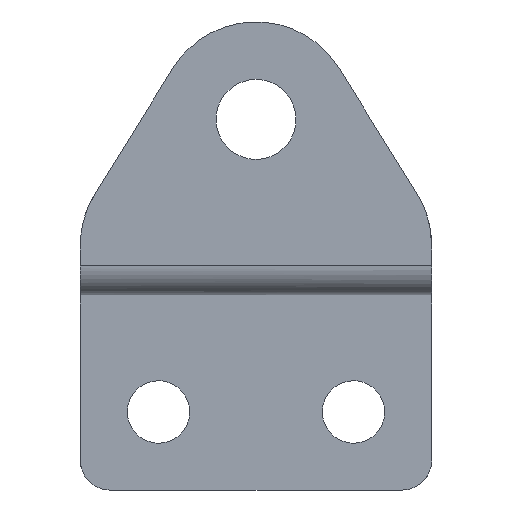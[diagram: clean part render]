
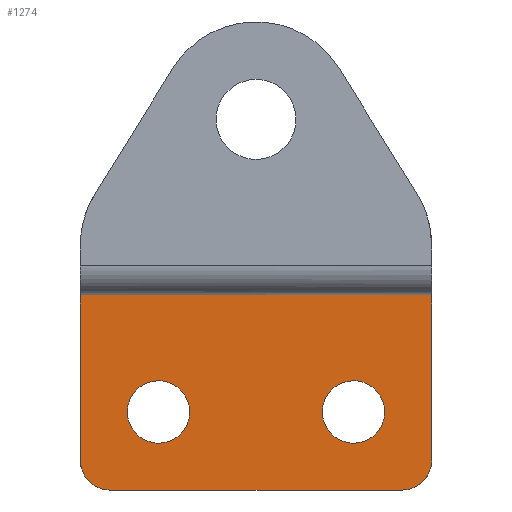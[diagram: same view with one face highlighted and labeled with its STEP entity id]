
A CAD part, front view. The second image highlights one B-rep face of the part: STEP entity #1274.
In plain terms, the highlighted free-form (B-spline) face has degree [1, 1] with [2, 2] control points.
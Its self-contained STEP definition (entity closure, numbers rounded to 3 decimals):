
#62=CARTESIAN_POINT('',(-10.,-3.,11.2));
#63=VERTEX_POINT('',#62);
#64=CARTESIAN_POINT('',(-13.19,-3.,8.251));
#65=VERTEX_POINT('',#64);
#66=CARTESIAN_POINT('',(-10.,-3.,11.2));
#67=CARTESIAN_POINT('',(-12.958,-3.,11.2));
#68=CARTESIAN_POINT('',(-13.19,-3.,8.251));
#76=(BOUNDED_CURVE()B_SPLINE_CURVE(2,(#66,#67,#68),.UNSPECIFIED.,.F.,.U.)B_SPLINE_CURVE_WITH_KNOTS((3,3),(0.0,0.236),.UNSPECIFIED.)CURVE()GEOMETRIC_REPRESENTATION_ITEM()RATIONAL_B_SPLINE_CURVE((1.0,0.723,0.97))REPRESENTATION_ITEM(''));
#77=EDGE_CURVE('',#63,#65,#76,.T.);
#118=CARTESIAN_POINT('',(-6.81,-3.,7.749));
#119=VERTEX_POINT('',#118);
#125=CARTESIAN_POINT('',(-6.81,-3.,7.749));
#126=CARTESIAN_POINT('',(-6.8,-3.,7.874));
#127=CARTESIAN_POINT('',(-6.8,-3.,8.0));
#128=CARTESIAN_POINT('',(-6.8,-3.,11.2));
#129=CARTESIAN_POINT('',(-10.,-3.,11.2));
#137=(BOUNDED_CURVE()B_SPLINE_CURVE(2,(#125,#126,#127,#128,#129),.UNSPECIFIED.,.F.,.U.)B_SPLINE_CURVE_WITH_KNOTS((3,2,3),(0.736,0.75,1.0),.UNSPECIFIED.)CURVE()GEOMETRIC_REPRESENTATION_ITEM()RATIONAL_B_SPLINE_CURVE((0.97,0.984,1.0,0.707,1.0))REPRESENTATION_ITEM(''));
#138=EDGE_CURVE('',#119,#63,#137,.T.);
#161=CARTESIAN_POINT('',(-10.,-3.,4.8));
#162=VERTEX_POINT('',#161);
#163=CARTESIAN_POINT('',(-13.19,-3.,8.251));
#164=CARTESIAN_POINT('',(-13.2,-3.,8.126));
#165=CARTESIAN_POINT('',(-13.2,-3.,8.0));
#166=CARTESIAN_POINT('',(-13.2,-3.,4.8));
#167=CARTESIAN_POINT('',(-10.,-3.,4.8));
#175=(BOUNDED_CURVE()B_SPLINE_CURVE(2,(#163,#164,#165,#166,#167),.UNSPECIFIED.,.F.,.U.)B_SPLINE_CURVE_WITH_KNOTS((3,2,3),(0.236,0.25,0.5),.UNSPECIFIED.)CURVE()GEOMETRIC_REPRESENTATION_ITEM()RATIONAL_B_SPLINE_CURVE((0.97,0.984,1.0,0.707,1.0))REPRESENTATION_ITEM(''));
#176=EDGE_CURVE('',#65,#162,#175,.T.);
#178=CARTESIAN_POINT('',(-10.,-3.,4.8));
#179=CARTESIAN_POINT('',(-7.042,-3.,4.8));
#180=CARTESIAN_POINT('',(-6.81,-3.,7.749));
#188=(BOUNDED_CURVE()B_SPLINE_CURVE(2,(#178,#179,#180),.UNSPECIFIED.,.F.,.U.)B_SPLINE_CURVE_WITH_KNOTS((3,3),(0.5,0.736),.UNSPECIFIED.)CURVE()GEOMETRIC_REPRESENTATION_ITEM()RATIONAL_B_SPLINE_CURVE((1.0,0.723,0.97))REPRESENTATION_ITEM(''));
#189=EDGE_CURVE('',#162,#119,#188,.T.);
#244=CARTESIAN_POINT('',(10.0,-3.,11.2));
#245=VERTEX_POINT('',#244);
#246=CARTESIAN_POINT('',(6.81,-3.,8.251));
#247=VERTEX_POINT('',#246);
#248=CARTESIAN_POINT('',(10.0,-3.,11.2));
#249=CARTESIAN_POINT('',(7.042,-3.,11.2));
#250=CARTESIAN_POINT('',(6.81,-3.,8.251));
#258=(BOUNDED_CURVE()B_SPLINE_CURVE(2,(#248,#249,#250),.UNSPECIFIED.,.F.,.U.)B_SPLINE_CURVE_WITH_KNOTS((3,3),(0.0,0.236),.UNSPECIFIED.)CURVE()GEOMETRIC_REPRESENTATION_ITEM()RATIONAL_B_SPLINE_CURVE((1.0,0.723,0.97))REPRESENTATION_ITEM(''));
#259=EDGE_CURVE('',#245,#247,#258,.T.);
#300=CARTESIAN_POINT('',(13.19,-3.,7.749));
#301=VERTEX_POINT('',#300);
#307=CARTESIAN_POINT('',(13.19,-3.,7.749));
#308=CARTESIAN_POINT('',(13.2,-3.,7.874));
#309=CARTESIAN_POINT('',(13.2,-3.,8.0));
#310=CARTESIAN_POINT('',(13.2,-3.,11.2));
#311=CARTESIAN_POINT('',(10.0,-3.,11.2));
#319=(BOUNDED_CURVE()B_SPLINE_CURVE(2,(#307,#308,#309,#310,#311),.UNSPECIFIED.,.F.,.U.)B_SPLINE_CURVE_WITH_KNOTS((3,2,3),(0.736,0.75,1.0),.UNSPECIFIED.)CURVE()GEOMETRIC_REPRESENTATION_ITEM()RATIONAL_B_SPLINE_CURVE((0.97,0.984,1.0,0.707,1.0))REPRESENTATION_ITEM(''));
#320=EDGE_CURVE('',#301,#245,#319,.T.);
#343=CARTESIAN_POINT('',(10.0,-3.,4.8));
#344=VERTEX_POINT('',#343);
#345=CARTESIAN_POINT('',(6.81,-3.,8.251));
#346=CARTESIAN_POINT('',(6.8,-3.,8.126));
#347=CARTESIAN_POINT('',(6.8,-3.,8.0));
#348=CARTESIAN_POINT('',(6.8,-3.,4.8));
#349=CARTESIAN_POINT('',(10.0,-3.,4.8));
#357=(BOUNDED_CURVE()B_SPLINE_CURVE(2,(#345,#346,#347,#348,#349),.UNSPECIFIED.,.F.,.U.)B_SPLINE_CURVE_WITH_KNOTS((3,2,3),(0.236,0.25,0.5),.UNSPECIFIED.)CURVE()GEOMETRIC_REPRESENTATION_ITEM()RATIONAL_B_SPLINE_CURVE((0.97,0.984,1.0,0.707,1.0))REPRESENTATION_ITEM(''));
#358=EDGE_CURVE('',#247,#344,#357,.T.);
#360=CARTESIAN_POINT('',(10.0,-3.,4.8));
#361=CARTESIAN_POINT('',(12.958,-3.,4.8));
#362=CARTESIAN_POINT('',(13.19,-3.,7.749));
#370=(BOUNDED_CURVE()B_SPLINE_CURVE(2,(#360,#361,#362),.UNSPECIFIED.,.F.,.U.)B_SPLINE_CURVE_WITH_KNOTS((3,3),(0.5,0.736),.UNSPECIFIED.)CURVE()GEOMETRIC_REPRESENTATION_ITEM()RATIONAL_B_SPLINE_CURVE((1.0,0.723,0.97))REPRESENTATION_ITEM(''));
#371=EDGE_CURVE('',#344,#301,#370,.T.);
#831=CARTESIAN_POINT('',(15.0,-3.,0.0));
#832=VERTEX_POINT('',#831);
#833=CARTESIAN_POINT('',(18.0,-3.,3.0));
#834=VERTEX_POINT('',#833);
#835=CARTESIAN_POINT('',(15.0,-3.,0.0));
#836=CARTESIAN_POINT('',(18.,-3.,0.0));
#837=CARTESIAN_POINT('',(18.0,-3.,3.0));
#845=(BOUNDED_CURVE()B_SPLINE_CURVE(2,(#835,#836,#837),.UNSPECIFIED.,.F.,.U.)CURVE()GEOMETRIC_REPRESENTATION_ITEM()QUASI_UNIFORM_CURVE()RATIONAL_B_SPLINE_CURVE((1.0,0.707,1.0))REPRESENTATION_ITEM(''));
#846=EDGE_CURVE('',#832,#834,#845,.T.);
#892=CARTESIAN_POINT('',(-18.,-3.,3.0));
#893=VERTEX_POINT('',#892);
#894=CARTESIAN_POINT('',(-15.,-3.,0.0));
#895=VERTEX_POINT('',#894);
#896=CARTESIAN_POINT('',(-18.,-3.,3.0));
#897=CARTESIAN_POINT('',(-18.,-3.,0.0));
#898=CARTESIAN_POINT('',(-15.,-3.,0.0));
#906=(BOUNDED_CURVE()B_SPLINE_CURVE(2,(#896,#897,#898),.UNSPECIFIED.,.F.,.U.)CURVE()GEOMETRIC_REPRESENTATION_ITEM()QUASI_UNIFORM_CURVE()RATIONAL_B_SPLINE_CURVE((1.0,0.707,1.0))REPRESENTATION_ITEM(''));
#907=EDGE_CURVE('',#893,#895,#906,.T.);
#1080=CARTESIAN_POINT('',(18.0,-3.,20.0));
#1081=VERTEX_POINT('',#1080);
#1087=CARTESIAN_POINT('',(18.0,-3.,20.0));
#1088=CARTESIAN_POINT('',(18.0,-3.,3.0));
#1089=QUASI_UNIFORM_CURVE('',1,(#1087,#1088),.UNSPECIFIED.,.F.,.U.);
#1090=EDGE_CURVE('',#1081,#834,#1089,.T.);
#1137=CARTESIAN_POINT('',(-18.,-3.,20.0));
#1138=VERTEX_POINT('',#1137);
#1139=CARTESIAN_POINT('',(-18.,-3.,20.0));
#1140=CARTESIAN_POINT('',(-18.,-3.,3.0));
#1141=QUASI_UNIFORM_CURVE('',1,(#1139,#1140),.UNSPECIFIED.,.F.,.U.);
#1142=EDGE_CURVE('',#1138,#893,#1141,.T.);
#1161=CARTESIAN_POINT('',(-18.,-3.,20.0));
#1162=CARTESIAN_POINT('',(18.0,-3.,20.0));
#1163=QUASI_UNIFORM_CURVE('',1,(#1161,#1162),.UNSPECIFIED.,.F.,.U.);
#1164=EDGE_CURVE('',#1138,#1081,#1163,.T.);
#1190=CARTESIAN_POINT('',(-15.,-3.,0.0));
#1191=CARTESIAN_POINT('',(15.0,-3.,0.0));
#1192=QUASI_UNIFORM_CURVE('',1,(#1190,#1191),.UNSPECIFIED.,.F.,.U.);
#1193=EDGE_CURVE('',#895,#832,#1192,.T.);
#1249=CARTESIAN_POINT('',(-19.798,-3.,20.999));
#1250=CARTESIAN_POINT('',(-19.798,-3.,-0.999));
#1251=CARTESIAN_POINT('',(19.798,-3.,20.999));
#1252=CARTESIAN_POINT('',(19.798,-3.,-0.999));
#1253=B_SPLINE_SURFACE_WITH_KNOTS('',1,1,((#1249,#1251),(#1250,#1252)),.UNSPECIFIED.,.F.,.F.,.U.,(2,2),(2,2),(0.0,21.998),(0.0,39.596),.UNSPECIFIED.);
#1254=ORIENTED_EDGE('',*,*,#1142,.T.);
#1255=ORIENTED_EDGE('',*,*,#907,.T.);
#1256=ORIENTED_EDGE('',*,*,#1193,.T.);
#1257=ORIENTED_EDGE('',*,*,#846,.T.);
#1258=ORIENTED_EDGE('',*,*,#1090,.F.);
#1259=ORIENTED_EDGE('',*,*,#1164,.F.);
#1260=EDGE_LOOP('',(#1254,#1255,#1256,#1257,#1258,#1259));
#1261=FACE_OUTER_BOUND('',#1260,.T.);
#1262=ORIENTED_EDGE('',*,*,#371,.F.);
#1263=ORIENTED_EDGE('',*,*,#358,.F.);
#1264=ORIENTED_EDGE('',*,*,#259,.F.);
#1265=ORIENTED_EDGE('',*,*,#320,.F.);
#1266=EDGE_LOOP('',(#1262,#1263,#1264,#1265));
#1267=FACE_BOUND('',#1266,.T.);
#1268=ORIENTED_EDGE('',*,*,#189,.F.);
#1269=ORIENTED_EDGE('',*,*,#176,.F.);
#1270=ORIENTED_EDGE('',*,*,#77,.F.);
#1271=ORIENTED_EDGE('',*,*,#138,.F.);
#1272=EDGE_LOOP('',(#1268,#1269,#1270,#1271));
#1273=FACE_BOUND('',#1272,.T.);
#1274=ADVANCED_FACE('',(#1261,#1267,#1273),#1253,.T.);
